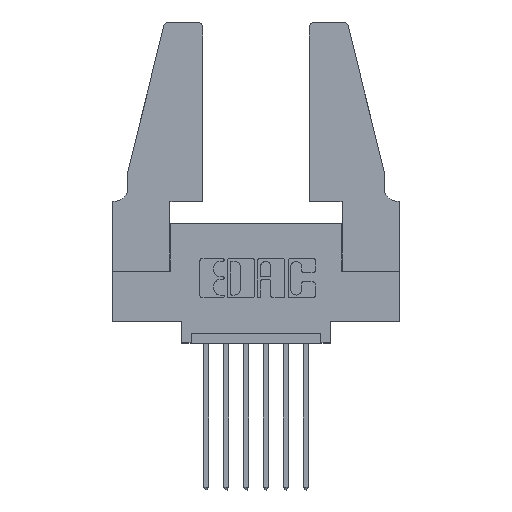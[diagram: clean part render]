
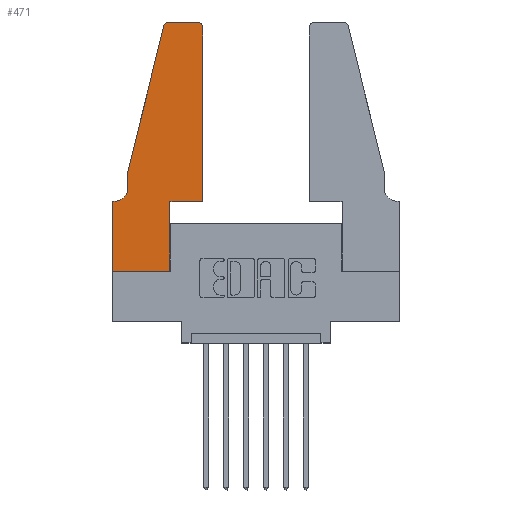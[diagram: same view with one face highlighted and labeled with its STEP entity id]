
A CAD part, top view. The second image highlights one B-rep face of the part: STEP entity #471.
In plain terms, the highlighted planar face has unit normal (0, 0, 1).
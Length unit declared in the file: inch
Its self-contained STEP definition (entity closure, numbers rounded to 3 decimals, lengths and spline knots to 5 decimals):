
#9 = ORIENTED_EDGE ( 'NONE', *, *, #3295, .T. ) ;
#384 = CARTESIAN_POINT ( 'NONE',  ( 0.0755, 0.35, 0.37 ) ) ;
#471 = ADVANCED_FACE ( 'NONE', ( #3433 ), #11300, .T. ) ;
#488 = DIRECTION ( 'NONE',  ( -1., 0., 0. ) ) ;
#596 = CARTESIAN_POINT ( 'NONE',  ( 0.4505, 0.35, 0.37 ) ) ;
#695 = ORIENTED_EDGE ( 'NONE', *, *, #10949, .T. ) ;
#729 = VERTEX_POINT ( 'NONE', #1370 ) ;
#935 = DIRECTION ( 'NONE',  ( -0.239, -0.971, 0. ) ) ;
#959 = ORIENTED_EDGE ( 'NONE', *, *, #5492, .T. ) ;
#1214 = ORIENTED_EDGE ( 'NONE', *, *, #3001, .T. ) ;
#1370 = CARTESIAN_POINT ( 'NONE',  ( 0.2865, 0.35, 0.37 ) ) ;
#1566 = DIRECTION ( 'NONE',  ( 1., 0., 0. ) ) ;
#1700 = VERTEX_POINT ( 'NONE', #10988 ) ;
#1867 = CARTESIAN_POINT ( 'NONE',  ( 0.0755, 0.5, 0.37 ) ) ;
#1882 = EDGE_CURVE ( 'NONE', #3094, #729, #6854, .T. ) ;
#1992 = DIRECTION ( 'NONE',  ( 0., 0., 1. ) ) ;
#2092 = CIRCLE ( 'NONE', #9302, 0.07 ) ;
#2109 = VERTEX_POINT ( 'NONE', #4317 ) ;
#2120 = CARTESIAN_POINT ( 'NONE',  ( 0., 0.35, 0.37 ) ) ;
#2229 = EDGE_CURVE ( 'NONE', #4531, #8892, #5277, .T. ) ;
#2241 = ORIENTED_EDGE ( 'NONE', *, *, #2465, .T. ) ;
#2333 = CARTESIAN_POINT ( 'NONE',  ( 0.25487, 1.22718, 0.37 ) ) ;
#2465 = EDGE_CURVE ( 'NONE', #2109, #3907, #6984, .T. ) ;
#2480 = CARTESIAN_POINT ( 'NONE',  ( 0.0055, 0.42, 0.37 ) ) ;
#2503 = ORIENTED_EDGE ( 'NONE', *, *, #10421, .T. ) ;
#2659 = VECTOR ( 'NONE', #488, 39.37008 ) ;
#2767 = VERTEX_POINT ( 'NONE', #6731 ) ;
#2858 = CIRCLE ( 'NONE', #4373, 0.03 ) ;
#3001 = EDGE_CURVE ( 'NONE', #8046, #3365, #2858, .T. ) ;
#3094 = VERTEX_POINT ( 'NONE', #6432 ) ;
#3103 = DIRECTION ( 'NONE',  ( -1., 0., 0. ) ) ;
#3295 = EDGE_CURVE ( 'NONE', #2767, #9182, #10034, .T. ) ;
#3365 = VERTEX_POINT ( 'NONE', #8368 ) ;
#3386 = CARTESIAN_POINT ( 'NONE',  ( 0., 0., 0.37 ) ) ;
#3433 = FACE_OUTER_BOUND ( 'NONE', #4641, .T. ) ;
#3552 = CARTESIAN_POINT ( 'NONE',  ( 0.4505, 0.35, 0.37 ) ) ;
#3907 = VERTEX_POINT ( 'NONE', #2120 ) ;
#3998 = VECTOR ( 'NONE', #3103, 39.37008 ) ;
#4170 = VECTOR ( 'NONE', #11678, 39.37008 ) ;
#4172 = CARTESIAN_POINT ( 'NONE',  ( 0.4505, 1.22, 0.37 ) ) ;
#4317 = CARTESIAN_POINT ( 'NONE',  ( 0.0055, 0.35, 0.37 ) ) ;
#4373 = AXIS2_PLACEMENT_3D ( 'NONE', #6041, #11304, #5931 ) ;
#4427 = EDGE_CURVE ( 'NONE', #1700, #8046, #10794, .T. ) ;
#4489 = ORIENTED_EDGE ( 'NONE', *, *, #5351, .T. ) ;
#4531 = VERTEX_POINT ( 'NONE', #10064 ) ;
#4536 = AXIS2_PLACEMENT_3D ( 'NONE', #6596, #1992, #4669 ) ;
#4555 = VECTOR ( 'NONE', #7137, 39.37008 ) ;
#4641 = EDGE_LOOP ( 'NONE', ( #4489, #9, #11533, #7800, #695, #2241, #959, #2503, #7775, #6658, #7489, #1214 ) ) ;
#4669 = DIRECTION ( 'NONE',  ( 1., 0., 0. ) ) ;
#4749 = DIRECTION ( 'NONE',  ( 0., 1., 0. ) ) ;
#4790 = EDGE_CURVE ( 'NONE', #729, #1700, #6930, .T. ) ;
#5036 = CARTESIAN_POINT ( 'NONE',  ( 0., 0., 0.37 ) ) ;
#5095 = LINE ( 'NONE', #8193, #10016 ) ;
#5212 = LINE ( 'NONE', #5036, #7481 ) ;
#5239 = CARTESIAN_POINT ( 'NONE',  ( 0.0755, 0.5, 0.37 ) ) ;
#5277 = LINE ( 'NONE', #5239, #4555 ) ;
#5351 = EDGE_CURVE ( 'NONE', #3365, #2767, #8901, .T. ) ;
#5492 = EDGE_CURVE ( 'NONE', #3907, #8134, #5212, .T. ) ;
#5931 = DIRECTION ( 'NONE',  ( 1., 0., 0. ) ) ;
#6032 = VECTOR ( 'NONE', #935, 39.37008 ) ;
#6041 = CARTESIAN_POINT ( 'NONE',  ( 0.4205, 1.22, 0.37 ) ) ;
#6432 = CARTESIAN_POINT ( 'NONE',  ( 0.2865, 0., 0.37 ) ) ;
#6596 = CARTESIAN_POINT ( 'NONE',  ( 0.284, 1.22, 0.37 ) ) ;
#6658 = ORIENTED_EDGE ( 'NONE', *, *, #4790, .T. ) ;
#6731 = CARTESIAN_POINT ( 'NONE',  ( 0.284, 1.25, 0.37 ) ) ;
#6798 = CARTESIAN_POINT ( 'NONE',  ( 0., 0.35, 0.37 ) ) ;
#6854 = LINE ( 'NONE', #10207, #8972 ) ;
#6930 = LINE ( 'NONE', #596, #10443 ) ;
#6984 = LINE ( 'NONE', #384, #3998 ) ;
#7137 = DIRECTION ( 'NONE',  ( 0., -1., 0. ) ) ;
#7154 = EDGE_CURVE ( 'NONE', #9182, #4531, #7163, .T. ) ;
#7163 = LINE ( 'NONE', #1867, #6032 ) ;
#7481 = VECTOR ( 'NONE', #7810, 39.37008 ) ;
#7489 = ORIENTED_EDGE ( 'NONE', *, *, #4427, .T. ) ;
#7493 = CARTESIAN_POINT ( 'NONE',  ( 0.0755, 0.42, 0.37 ) ) ;
#7772 = DIRECTION ( 'NONE',  ( 1., 0., 0. ) ) ;
#7775 = ORIENTED_EDGE ( 'NONE', *, *, #1882, .T. ) ;
#7787 = AXIS2_PLACEMENT_3D ( 'NONE', #6798, #8696, #7772 ) ;
#7800 = ORIENTED_EDGE ( 'NONE', *, *, #2229, .T. ) ;
#7810 = DIRECTION ( 'NONE',  ( 0., -1., 0. ) ) ;
#8046 = VERTEX_POINT ( 'NONE', #4172 ) ;
#8134 = VERTEX_POINT ( 'NONE', #3386 ) ;
#8193 = CARTESIAN_POINT ( 'NONE',  ( 0., 0., 0.37 ) ) ;
#8368 = CARTESIAN_POINT ( 'NONE',  ( 0.4205, 1.25, 0.37 ) ) ;
#8550 = CARTESIAN_POINT ( 'NONE',  ( 0.2605, 1.25, 0.37 ) ) ;
#8696 = DIRECTION ( 'NONE',  ( 0., 0., 1. ) ) ;
#8865 = DIRECTION ( 'NONE',  ( -1., 0., 0. ) ) ;
#8892 = VERTEX_POINT ( 'NONE', #7493 ) ;
#8901 = LINE ( 'NONE', #8550, #2659 ) ;
#8972 = VECTOR ( 'NONE', #4749, 39.37008 ) ;
#9182 = VERTEX_POINT ( 'NONE', #2333 ) ;
#9302 = AXIS2_PLACEMENT_3D ( 'NONE', #2480, #9723, #8865 ) ;
#9723 = DIRECTION ( 'NONE',  ( 0., 0., -1. ) ) ;
#10016 = VECTOR ( 'NONE', #10914, 39.37008 ) ;
#10034 = CIRCLE ( 'NONE', #4536, 0.03 ) ;
#10064 = CARTESIAN_POINT ( 'NONE',  ( 0.0755, 0.5, 0.37 ) ) ;
#10207 = CARTESIAN_POINT ( 'NONE',  ( 0.2865, 0.35, 0.37 ) ) ;
#10421 = EDGE_CURVE ( 'NONE', #8134, #3094, #5095, .T. ) ;
#10443 = VECTOR ( 'NONE', #1566, 39.37008 ) ;
#10794 = LINE ( 'NONE', #3552, #4170 ) ;
#10914 = DIRECTION ( 'NONE',  ( 1., 0., 0. ) ) ;
#10949 = EDGE_CURVE ( 'NONE', #8892, #2109, #2092, .T. ) ;
#10988 = CARTESIAN_POINT ( 'NONE',  ( 0.4505, 0.35, 0.37 ) ) ;
#11300 = PLANE ( 'NONE',  #7787 ) ;
#11304 = DIRECTION ( 'NONE',  ( 0., 0., 1. ) ) ;
#11533 = ORIENTED_EDGE ( 'NONE', *, *, #7154, .T. ) ;
#11678 = DIRECTION ( 'NONE',  ( 0., 1., 0. ) ) ;
